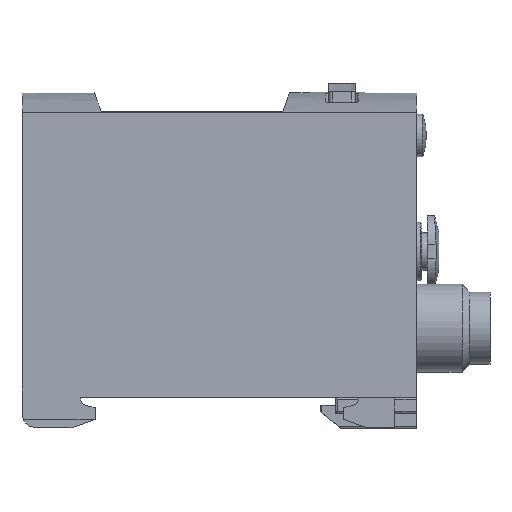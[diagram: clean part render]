
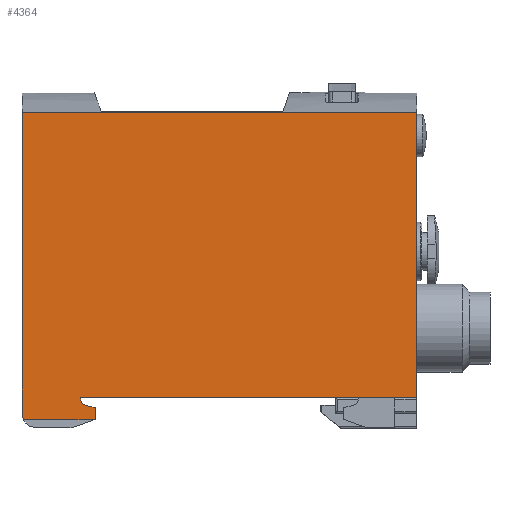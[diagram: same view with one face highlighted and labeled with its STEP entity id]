
A CAD part, left-side view. The second image highlights one B-rep face of the part: STEP entity #4364.
In plain terms, the highlighted planar face has unit normal (-1, 0, 0).
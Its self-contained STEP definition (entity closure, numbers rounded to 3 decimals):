
#172=CIRCLE('',#4612,1.1);
#173=CIRCLE('',#4615,2.);
#447=ORIENTED_EDGE('',*,*,#1341,.F.);
#448=ORIENTED_EDGE('',*,*,#1233,.T.);
#449=ORIENTED_EDGE('',*,*,#1312,.F.);
#450=ORIENTED_EDGE('',*,*,#1251,.F.);
#451=ORIENTED_EDGE('',*,*,#1342,.T.);
#452=ORIENTED_EDGE('',*,*,#1343,.T.);
#453=ORIENTED_EDGE('',*,*,#1344,.F.);
#454=ORIENTED_EDGE('',*,*,#1345,.F.);
#455=ORIENTED_EDGE('',*,*,#1332,.F.);
#456=ORIENTED_EDGE('',*,*,#1336,.F.);
#1233=EDGE_CURVE('',#1683,#1684,#2002,.T.);
#1251=EDGE_CURVE('',#1701,#1702,#2019,.T.);
#1312=EDGE_CURVE('',#1702,#1684,#2053,.T.);
#1332=EDGE_CURVE('',#1776,#1777,#2068,.T.);
#1336=EDGE_CURVE('',#1779,#1776,#172,.F.);
#1341=EDGE_CURVE('',#1683,#1779,#2075,.T.);
#1342=EDGE_CURVE('',#1701,#1782,#173,.F.);
#1343=EDGE_CURVE('',#1782,#1783,#2076,.T.);
#1344=EDGE_CURVE('',#1784,#1783,#2077,.T.);
#1345=EDGE_CURVE('',#1777,#1784,#2078,.T.);
#1683=VERTEX_POINT('',#5955);
#1684=VERTEX_POINT('',#5956);
#1701=VERTEX_POINT('',#5991);
#1702=VERTEX_POINT('',#5993);
#1776=VERTEX_POINT('',#6191);
#1777=VERTEX_POINT('',#6193);
#1779=VERTEX_POINT('',#6199);
#1782=VERTEX_POINT('',#6211);
#1783=VERTEX_POINT('',#6213);
#1784=VERTEX_POINT('',#6215);
#2002=LINE('',#5954,#2328);
#2019=LINE('',#5992,#2345);
#2053=LINE('',#6140,#2379);
#2068=LINE('',#6192,#2394);
#2075=LINE('',#6209,#2401);
#2076=LINE('',#6212,#2402);
#2077=LINE('',#6214,#2403);
#2078=LINE('',#6216,#2404);
#2328=VECTOR('',#4977,1000.);
#2345=VECTOR('',#4998,1000.);
#2379=VECTOR('',#5082,1000.);
#2394=VECTOR('',#5113,1000.);
#2401=VECTOR('',#5130,1000.);
#2402=VECTOR('',#5133,1000.);
#2403=VECTOR('',#5134,1000.);
#2404=VECTOR('',#5135,1000.);
#2655=EDGE_LOOP('',(#447,#448,#449,#450,#451,#452,#453,#454,#455,#456));
#2903=FACE_BOUND('',#2655,.T.);
#3128=PLANE('',#4614);
#4364=ADVANCED_FACE('',(#2903),#3128,.F.);
#4612=AXIS2_PLACEMENT_3D('',#6200,#5120,#5121);
#4614=AXIS2_PLACEMENT_3D('',#6208,#5128,#5129);
#4615=AXIS2_PLACEMENT_3D('',#6210,#5131,#5132);
#4977=DIRECTION('',(0.,0.,1.));
#4998=DIRECTION('',(0.,0.,1.));
#5082=DIRECTION('',(0.,-1.,0.));
#5113=DIRECTION('',(0.,-0.966,-0.259));
#5120=DIRECTION('',(1.,0.,0.));
#5121=DIRECTION('',(0.,0.,-1.));
#5128=DIRECTION('',(1.,0.,0.));
#5129=DIRECTION('',(0.,0.,-1.));
#5130=DIRECTION('',(0.,1.,0.));
#5131=DIRECTION('',(1.,0.,0.));
#5132=DIRECTION('',(0.,0.,-1.));
#5133=DIRECTION('',(0.,-1.,0.));
#5134=DIRECTION('',(0.,0.94,-0.342));
#5135=DIRECTION('',(0.,0.,-1.));
#5954=CARTESIAN_POINT('',(-16.,0.,-23.));
#5955=CARTESIAN_POINT('',(-16.,0.,-18.9));
#5956=CARTESIAN_POINT('',(-16.,0.,20.105));
#5991=CARTESIAN_POINT('',(-16.,54.,-21.));
#5992=CARTESIAN_POINT('',(-16.,54.,-23.));
#5993=CARTESIAN_POINT('',(-16.,54.,20.105));
#6140=CARTESIAN_POINT('',(-16.,54.,20.105));
#6191=CARTESIAN_POINT('',(-16.,45.437,-19.895));
#6192=CARTESIAN_POINT('',(-16.,52.65,-17.962));
#6193=CARTESIAN_POINT('',(-16.,44.,-20.28));
#6199=CARTESIAN_POINT('',(-16.,46.,-18.9));
#6200=CARTESIAN_POINT('',(-16.,44.901,-18.935));
#6208=CARTESIAN_POINT('',(-16.,54.,-23.));
#6209=CARTESIAN_POINT('',(-16.,54.,-18.9));
#6210=CARTESIAN_POINT('',(-16.,52.,-21.));
#6211=CARTESIAN_POINT('',(-16.,53.786,-21.9));
#6212=CARTESIAN_POINT('',(-16.,54.,-21.9));
#6213=CARTESIAN_POINT('',(-16.,44.137,-21.9));
#6214=CARTESIAN_POINT('',(-16.,53.2,-25.198));
#6215=CARTESIAN_POINT('',(-16.,44.,-21.85));
#6216=CARTESIAN_POINT('',(-16.,44.,-23.));
